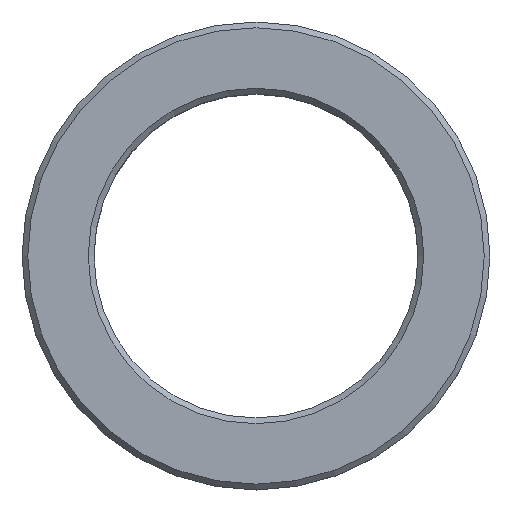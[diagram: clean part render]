
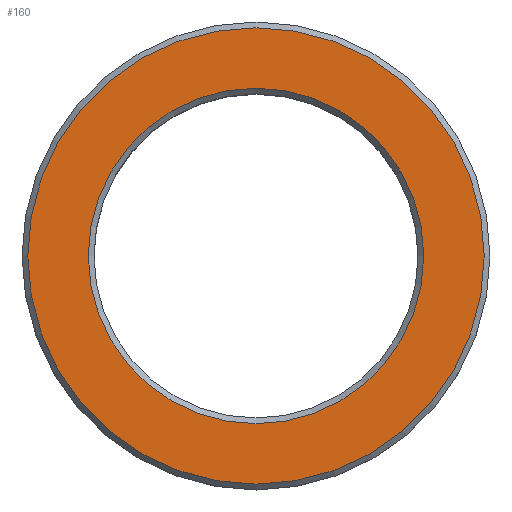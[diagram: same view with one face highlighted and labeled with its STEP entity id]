
A CAD part, top view. The second image highlights one B-rep face of the part: STEP entity #160.
In plain terms, the highlighted planar face has unit normal (0, 0, 1).
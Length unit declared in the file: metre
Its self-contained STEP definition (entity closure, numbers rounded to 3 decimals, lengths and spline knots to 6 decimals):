
#160=ADVANCED_FACE('',(#189,#190),#191,.T.);
#189=FACE_BOUND('',#4008,.T.);
#190=FACE_OUTER_BOUND('',#4009,.T.);
#191=PLANE('',#4010);
#4008=EDGE_LOOP('',(#7852));
#4009=EDGE_LOOP('',(#7853));
#4010=AXIS2_PLACEMENT_3D('',#7854,#7855,#7856);
#7852=ORIENTED_EDGE('',*,*,#7913,.T.);
#7853=ORIENTED_EDGE('',*,*,#7906,.F.);
#7854=CARTESIAN_POINT('',(0.0317,0.0,0.03));
#7855=DIRECTION('',(0.0,0.,1.0));
#7856=DIRECTION('',(0.0,-1.0,0.));
#7906=EDGE_CURVE('',#7937,#7937,#7938,.T.);
#7913=EDGE_CURVE('',#7949,#7949,#7950,.T.);
#7937=VERTEX_POINT('',#8033);
#7938=CIRCLE('',#8034,0.0317);
#7949=VERTEX_POINT('',#8095);
#7950=CIRCLE('',#8096,0.0233);
#8033=CARTESIAN_POINT('',(0.0,0.0317,0.03));
#8034=AXIS2_PLACEMENT_3D('',#8123,#8124,#8125);
#8095=CARTESIAN_POINT('',(0.0,0.0233,0.03));
#8096=AXIS2_PLACEMENT_3D('',#8138,#8139,#8140);
#8123=CARTESIAN_POINT('',(0.0,0.0,0.03));
#8124=DIRECTION('',(0.0,0.,-1.0));
#8125=DIRECTION('',(0.0,1.0,0.));
#8138=CARTESIAN_POINT('',(0.0,0.0,0.03));
#8139=DIRECTION('',(0.0,0.,-1.0));
#8140=DIRECTION('',(0.0,1.0,0.));
